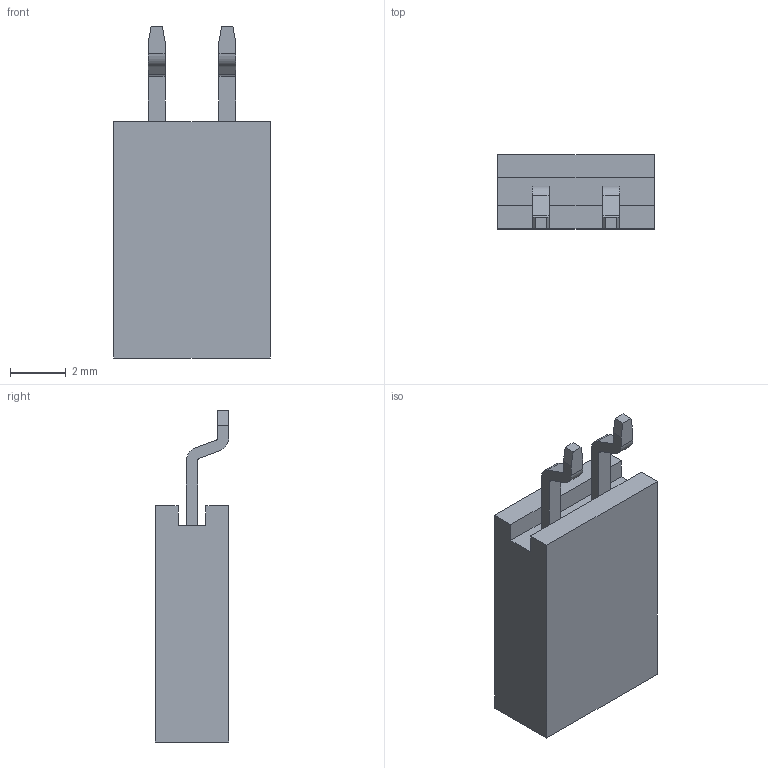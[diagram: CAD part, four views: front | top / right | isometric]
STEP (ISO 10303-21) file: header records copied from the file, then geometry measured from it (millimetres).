
FILE_DESCRIPTION (( 'STEP AP214' ), '1' );
FILE_NAME ('BG300-02-A-L-A.STEP', '2024-03-26T21:33:09', ( '' ), ( '' ), 'SwSTEP 2.0', 'SolidWorks 2021', '' );
FILE_SCHEMA (( 'AUTOMOTIVE_DESIGN' ));
Length unit declared in the file: millimetre
Products named in the file (3): BG300-02-A-L-A; pin^BG301-xxx; body^BG301-xxx
Assembly tree (3 placements, depth 2):
  BG300-02-A-L-A
    body^BG301-xxx
    pin^BG301-xxx  x2
Bounding box: 5.63 x 2.65 x 11.95 mm (x, y, z)
Volume: 123.7 mm3; surface area: 201.8 mm2
Topology: 3 solids, 3 shells, 52 faces, 132 edges, 88 vertices
Faces by surface type: plane 44, cylinder 8
Entity records: 1180 total; most frequent: CARTESIAN_POINT 192, DIRECTION 182, ORIENTED_EDGE 180, EDGE_CURVE 90, VECTOR 82, LINE 82, VERTEX_POINT 60, AXIS2_PLACEMENT_3D 50
